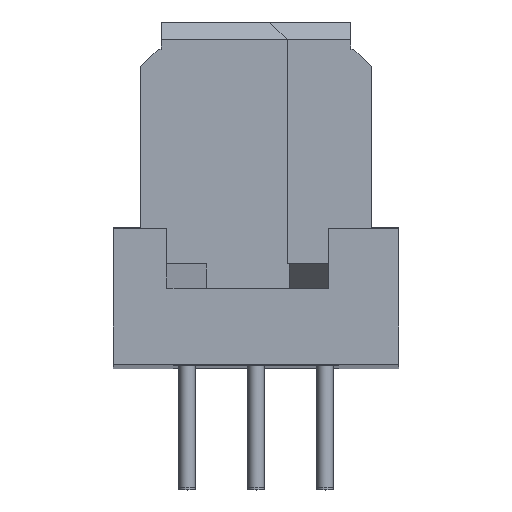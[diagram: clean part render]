
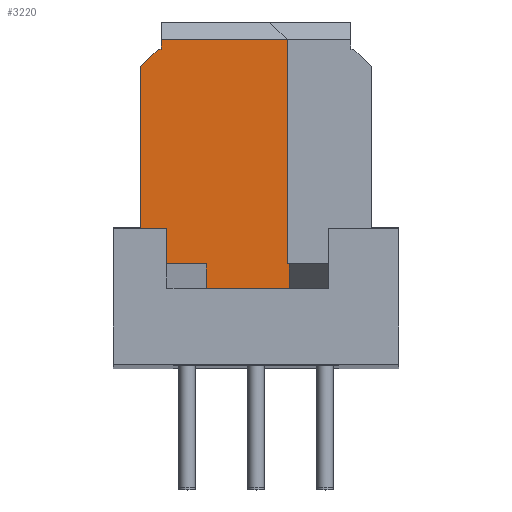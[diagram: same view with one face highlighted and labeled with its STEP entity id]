
A CAD part, top view. The second image highlights one B-rep face of the part: STEP entity #3220.
In plain terms, the highlighted free-form (B-spline) face has degree [1, 1] with [2, 2] control points.
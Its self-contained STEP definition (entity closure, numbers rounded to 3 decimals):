
#2026=CARTESIAN_POINT('V101',(3.418,2.8,
   89.95));
#2027=VERTEX_POINT('V101',#2026);
#2033=CARTESIAN_POINT('V106',(3.418,3.7,
   89.95));
#2034=VERTEX_POINT('V106',#2033);
#2035=CARTESIAN_POINT('E152',(3.418,2.8,
   89.95));
#2036=CARTESIAN_POINT('E152',(3.418,3.7,
   89.95));
#2037=B_SPLINE_CURVE_WITH_KNOTS('E152',1,(#2035,#2036),
   .POLYLINE_FORM.,.F.,.U.,(2,2),(0.0,0.294),
   .UNSPECIFIED.);
#2038=EDGE_CURVE('E152',#2027,#2034,#2037,.T.);
#2053=CARTESIAN_POINT('V76',(1.,3.7,
   89.95));
#2054=VERTEX_POINT('V76',#2053);
#2055=CARTESIAN_POINT('E147',(3.418,3.7,
   89.95));
#2056=CARTESIAN_POINT('E147',(1.,3.7,
   89.95));
#2057=QUASI_UNIFORM_CURVE('E147',1,(#2055,#2056),.POLYLINE_FORM.,.F.,
   .U.);
#2058=EDGE_CURVE('E147',#2034,#2054,#2057,.T.);
#2993=CARTESIAN_POINT('V107',(6.4,3.7,
   89.95));
#2994=VERTEX_POINT('V107',#2993);
#2995=CARTESIAN_POINT('V122',(6.4,11.95,
   89.95));
#2996=VERTEX_POINT('V122',#2995);
#2997=CARTESIAN_POINT('E175',(6.4,3.7,
   89.95));
#2998=CARTESIAN_POINT('E175',(6.4,11.95,
   89.95));
#2999=B_SPLINE_CURVE_WITH_KNOTS('E175',1,(#2997,#2998),
   .POLYLINE_FORM.,.F.,.U.,(2,2),(0.0,0.927),
   .UNSPECIFIED.);
#3000=EDGE_CURVE('E175',#2994,#2996,#2999,.T.);
#3130=CARTESIAN_POINT('V117',(1.76,11.95,
   89.95));
#3131=VERTEX_POINT('V117',#3130);
#3139=CARTESIAN_POINT('V118',(1.76,11.6,
   89.95));
#3140=VERTEX_POINT('V118',#3139);
#3146=CARTESIAN_POINT('E167',(1.76,11.6,
   89.95));
#3147=CARTESIAN_POINT('E167',(1.76,11.95,
   89.95));
#3148=B_SPLINE_CURVE_WITH_KNOTS('E167',1,(#3146,#3147),
   .POLYLINE_FORM.,.F.,.U.,(2,2),(0.0,0.075),
   .UNSPECIFIED.);
#3149=EDGE_CURVE('E167',#3140,#3131,#3148,.T.);
#3160=CARTESIAN_POINT('E174',(1.76,11.95,
   89.95));
#3161=CARTESIAN_POINT('E174',(6.4,11.95,
   89.95));
#3162=B_SPLINE_CURVE_WITH_KNOTS('E174',1,(#3160,#3161),
   .POLYLINE_FORM.,.F.,.U.,(2,2),(2.0,7.048),
   .UNSPECIFIED.);
#3163=EDGE_CURVE('E174',#3131,#2996,#3162,.T.);
#3170=CARTESIAN_POINT('F60',(6.682,-0.1,
   89.95));
#3171=CARTESIAN_POINT('F60',(0.8,-0.1,
   89.95));
#3172=CARTESIAN_POINT('F60',(6.682,12.7,
   89.95));
#3173=CARTESIAN_POINT('F60',(0.8,12.7,
   89.95));
#3174=B_SPLINE_SURFACE_WITH_KNOTS('F60',1,1,((#3170,#3172),(#3171,
   #3173)),.PLANE_SURF.,.F.,.F.,.U.,(2,2),(2,2),(0.0,1.0),(0.0,
   2.176),.UNSPECIFIED.);
#3175=ORIENTED_EDGE('F57',*,*,#3149,.F.);
#3176=CARTESIAN_POINT('V60',(1.65,11.6,
   89.95));
#3177=VERTEX_POINT('V60',#3176);
#3178=CARTESIAN_POINT('E176',(1.65,11.6,
   89.95));
#3179=CARTESIAN_POINT('E176',(1.76,11.6,
   89.95));
#3180=B_SPLINE_CURVE_WITH_KNOTS('E176',1,(#3178,#3179),
   .POLYLINE_FORM.,.F.,.U.,(2,2),(0.0,0.023),
   .UNSPECIFIED.);
#3181=EDGE_CURVE('E176',#3177,#3140,#3180,.T.);
#3182=ORIENTED_EDGE('E176',*,*,#3181,.F.);
#3183=CARTESIAN_POINT('V59',(1.,10.95,
   89.95));
#3184=VERTEX_POINT('V59',#3183);
#3185=CARTESIAN_POINT('E67',(1.0,10.95,
   89.95));
#3186=CARTESIAN_POINT('E67',(1.65,11.6,
   89.95));
#3187=QUASI_UNIFORM_CURVE('E67',1,(#3185,#3186),.POLYLINE_FORM.,.F.,
   .U.);
#3188=EDGE_CURVE('E67',#3184,#3177,#3187,.T.);
#3189=ORIENTED_EDGE('E67',*,*,#3188,.F.);
#3190=CARTESIAN_POINT('E94',(1.,3.7,
   89.95));
#3191=CARTESIAN_POINT('E94',(1.,10.95,
   89.95));
#3192=QUASI_UNIFORM_CURVE('E94',1,(#3190,#3191),.POLYLINE_FORM.,.F.,
   .U.);
#3193=EDGE_CURVE('E94',#2054,#3184,#3192,.T.);
#3194=ORIENTED_EDGE('E94',*,*,#3193,.F.);
#3195=ORIENTED_EDGE('E147',*,*,#2058,.F.);
#3196=ORIENTED_EDGE('E152',*,*,#2038,.F.);
#3197=CARTESIAN_POINT('V100',(6.482,2.8,
   89.95));
#3198=VERTEX_POINT('V100',#3197);
#3199=CARTESIAN_POINT('E138',(6.482,2.8,
   89.95));
#3200=CARTESIAN_POINT('E138',(3.418,2.8,
   89.95));
#3201=QUASI_UNIFORM_CURVE('E138',1,(#3199,#3200),.POLYLINE_FORM.,.F.,
   .U.);
#3202=EDGE_CURVE('E138',#3198,#2027,#3201,.T.);
#3203=ORIENTED_EDGE('E138',*,*,#3202,.F.);
#3204=CARTESIAN_POINT('V99',(6.482,3.7,
   89.95));
#3205=VERTEX_POINT('V99',#3204);
#3206=CARTESIAN_POINT('E132',(6.482,3.7,
   89.95));
#3207=CARTESIAN_POINT('E132',(6.482,2.8,
   89.95));
#3208=B_SPLINE_CURVE_WITH_KNOTS('E132',1,(#3206,#3207),
   .POLYLINE_FORM.,.F.,.U.,(2,2),(0.0,0.312),
   .UNSPECIFIED.);
#3209=EDGE_CURVE('E132',#3205,#3198,#3208,.T.);
#3210=ORIENTED_EDGE('E132',*,*,#3209,.F.);
#3211=CARTESIAN_POINT('E148',(6.4,3.7,
   89.95));
#3212=CARTESIAN_POINT('E148',(6.482,3.7,
   89.95));
#3213=B_SPLINE_CURVE_WITH_KNOTS('E148',1,(#3211,#3212),
   .POLYLINE_FORM.,.F.,.U.,(2,2),(0.973,1.0),
   .UNSPECIFIED.);
#3214=EDGE_CURVE('E148',#2994,#3205,#3213,.T.);
#3215=ORIENTED_EDGE('E148',*,*,#3214,.F.);
#3216=ORIENTED_EDGE('E175',*,*,#3000,.T.);
#3217=ORIENTED_EDGE('E174',*,*,#3163,.F.);
#3218=EDGE_LOOP('F60',(#3175,#3182,#3189,#3194,#3195,#3196,#3203,
   #3210,#3215,#3216,#3217));
#3219=FACE_OUTER_BOUND('F60',#3218,.T.);
#3220=ADVANCED_FACE('F60',(#3219),#3174,.F.);
